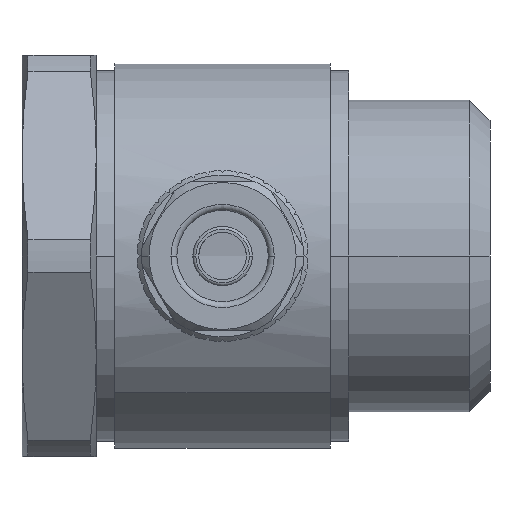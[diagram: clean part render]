
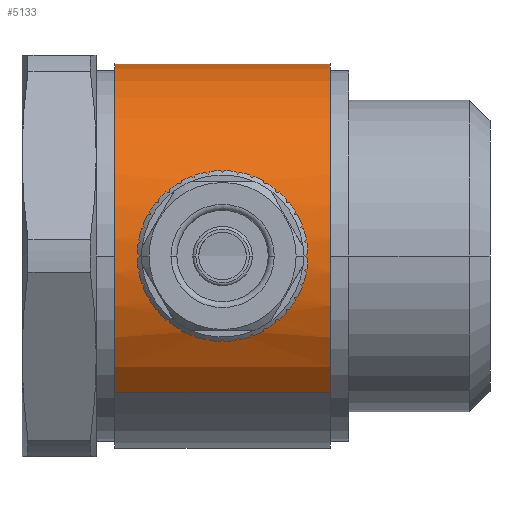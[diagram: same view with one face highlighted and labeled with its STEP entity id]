
A CAD part, left-side view. The second image highlights one B-rep face of the part: STEP entity #5133.
In plain terms, the highlighted cylindrical face has radius 13 mm (diameter 26 mm), a partial arc.
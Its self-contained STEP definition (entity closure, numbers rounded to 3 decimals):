
#2101=CARTESIAN_POINT('',(0.,-7.25,0.));
#2102=DIRECTION('',(0.,1.,0.));
#2103=DIRECTION('',(-0.707,0.,0.707));
#2104=AXIS2_PLACEMENT_3D('',#2101,#2102,#2103);
#2116=DIRECTION('',(0.,1.,0.));
#2117=VECTOR('',#2116,14.5);
#2118=CARTESIAN_POINT('',(-9.192,-7.25,9.192));
#2119=LINE('',#2118,#2117);
#2120=DIRECTION('',(0.,1.,0.));
#2121=VECTOR('',#2120,14.5);
#2122=CARTESIAN_POINT('',(9.192,-7.25,-9.192));
#2123=LINE('',#2122,#2121);
#2124=CARTESIAN_POINT('',(13.,5.,0.));
#2125=CARTESIAN_POINT('',(13.,5.,0.398));
#2126=CARTESIAN_POINT('',(12.964,4.909,1.178));
#2127=CARTESIAN_POINT('',(12.805,4.477,2.337));
#2128=CARTESIAN_POINT('',(12.574,3.784,3.346));
#2129=CARTESIAN_POINT('',(12.32,2.845,4.172));
#2130=CARTESIAN_POINT('',(12.113,1.778,4.725));
#2131=CARTESIAN_POINT('',(11.995,0.589,5.013));
#2132=CARTESIAN_POINT('',(11.995,-0.595,
5.013));
#2133=CARTESIAN_POINT('',(12.114,-1.784,4.723));
#2134=CARTESIAN_POINT('',(12.321,-2.85,4.168));
#2135=CARTESIAN_POINT('',(12.575,-3.787,3.342));
#2136=CARTESIAN_POINT('',(12.806,-4.48,2.331));
#2137=CARTESIAN_POINT('',(12.965,-4.909,1.175));
#2138=CARTESIAN_POINT('',(13.,-5.,0.397));
#2139=CARTESIAN_POINT('',(13.,-5.,0.));
#2141=CARTESIAN_POINT('',(13.,-5.,0.));
#2142=CARTESIAN_POINT('',(13.,-5.,-0.404));
#2143=CARTESIAN_POINT('',(12.963,-4.906,
-1.195));
#2144=CARTESIAN_POINT('',(12.798,-4.46,
-2.374));
#2145=CARTESIAN_POINT('',(12.561,-3.743,
-3.394));
#2146=CARTESIAN_POINT('',(12.303,-2.776,
-4.221));
#2147=CARTESIAN_POINT('',(12.096,-1.664,
-4.769));
#2148=CARTESIAN_POINT('',(11.988,-0.442,
-5.029));
#2149=CARTESIAN_POINT('',(12.004,0.735,
-4.992));
#2150=CARTESIAN_POINT('',(12.13,1.877,-4.683));
#2151=CARTESIAN_POINT('',(12.332,2.894,-4.134));
#2152=CARTESIAN_POINT('',(12.578,3.794,-3.33));
#2153=CARTESIAN_POINT('',(12.803,4.474,-2.342));
#2154=CARTESIAN_POINT('',(12.965,4.909,-1.178));
#2155=CARTESIAN_POINT('',(13.,5.,-0.398));
#2156=CARTESIAN_POINT('',(13.,5.,0.));
#2163=CARTESIAN_POINT('',(0.,7.25,0.));
#2164=DIRECTION('',(0.,-1.,0.));
#2165=DIRECTION('',(0.707,0.,-0.707));
#2166=AXIS2_PLACEMENT_3D('',#2163,#2164,#2165);
#2632=CARTESIAN_POINT('',(-9.192,-7.25,9.192));
#2633=CARTESIAN_POINT('',(9.192,-7.25,-9.192));
#2634=VERTEX_POINT('',#2632);
#2635=VERTEX_POINT('',#2633);
#2636=CARTESIAN_POINT('',(-9.192,7.25,9.192));
#2637=CARTESIAN_POINT('',(9.192,7.25,-9.192));
#2638=VERTEX_POINT('',#2636);
#2639=VERTEX_POINT('',#2637);
#2670=CARTESIAN_POINT('',(13.,5.,0.));
#2671=VERTEX_POINT('',#2670);
#2672=CARTESIAN_POINT('',(13.,-5.,0.));
#2673=VERTEX_POINT('',#2672);
#5115=CARTESIAN_POINT('',(0.,7.975,0.));
#5116=DIRECTION('',(0.,-1.,0.));
#5117=DIRECTION('',(-0.707,0.,0.707));
#5118=AXIS2_PLACEMENT_3D('',#5115,#5116,#5117);
#5119=CYLINDRICAL_SURFACE('',#5118,13.);
#5120=ORIENTED_EDGE('',*,*,#5091,.F.);
#5121=ORIENTED_EDGE('',*,*,#5110,.T.);
#5123=ORIENTED_EDGE('',*,*,#5122,.F.);
#5124=ORIENTED_EDGE('',*,*,#5106,.F.);
#5125=EDGE_LOOP('',(#5120,#5121,#5123,#5124));
#5126=FACE_OUTER_BOUND('',#5125,.F.);
#5128=ORIENTED_EDGE('',*,*,#5127,.T.);
#5130=ORIENTED_EDGE('',*,*,#5129,.T.);
#5131=EDGE_LOOP('',(#5128,#5130));
#5132=FACE_BOUND('',#5131,.F.);
#5133=ADVANCED_FACE('',(#5126,#5132),#5119,.T.);
#2105=CIRCLE('',#2104,13.);
#2140=B_SPLINE_CURVE_WITH_KNOTS('',3,(#2124,#2125,#2126,#2127,#2128,#2129,#2130,
#2131,#2132,#2133,#2134,#2135,#2136,#2137,#2138,#2139),.UNSPECIFIED.,.F.,.F.,(4,
1,1,1,1,1,1,1,1,1,1,1,1,4),(0.,0.077,0.154,
0.231,0.308,0.385,0.462,
0.538,0.615,0.692,0.769,
0.846,0.923,1.),.UNSPECIFIED.);
#2157=B_SPLINE_CURVE_WITH_KNOTS('',3,(#2141,#2142,#2143,#2144,#2145,#2146,#2147,
#2148,#2149,#2150,#2151,#2152,#2153,#2154,#2155,#2156),.UNSPECIFIED.,.F.,.F.,(4,
1,1,1,1,1,1,1,1,1,1,1,1,4),(0.,0.077,0.154,
0.231,0.308,0.385,0.462,
0.538,0.615,0.692,0.769,
0.846,0.923,1.),.UNSPECIFIED.);
#2167=CIRCLE('',#2166,13.);
#5091=EDGE_CURVE('',#2634,#2635,#2105,.T.);
#5106=EDGE_CURVE('',#2635,#2639,#2123,.T.);
#5110=EDGE_CURVE('',#2634,#2638,#2119,.T.);
#5122=EDGE_CURVE('',#2639,#2638,#2167,.T.);
#5127=EDGE_CURVE('',#2671,#2673,#2140,.T.);
#5129=EDGE_CURVE('',#2673,#2671,#2157,.T.);
